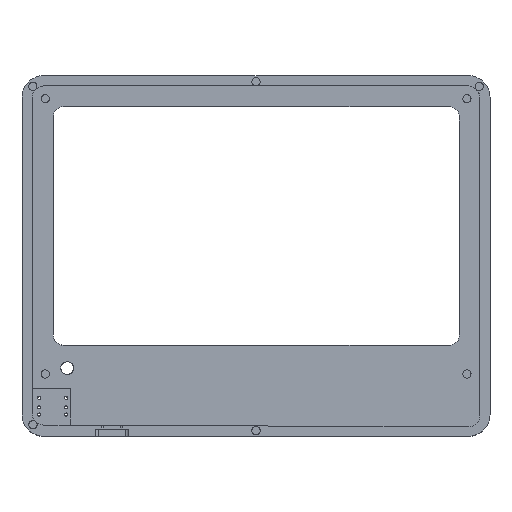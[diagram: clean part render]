
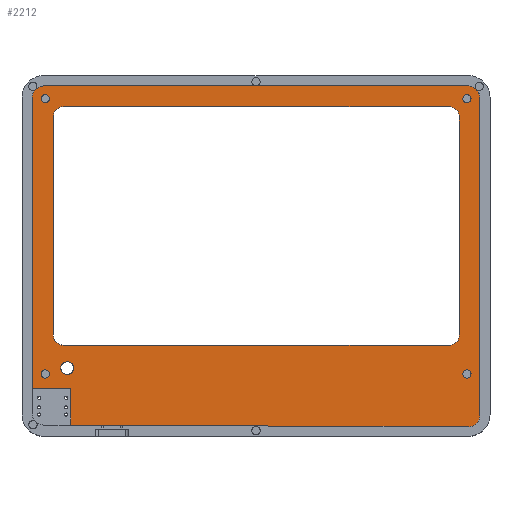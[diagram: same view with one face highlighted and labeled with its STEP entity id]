
A CAD part, top view. The second image highlights one B-rep face of the part: STEP entity #2212.
In plain terms, the highlighted planar face has unit normal (0, 0, 1).
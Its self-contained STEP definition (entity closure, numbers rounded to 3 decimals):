
#44=FACE_BOUND('',#341,.T.);
#45=FACE_BOUND('',#342,.T.);
#46=FACE_BOUND('',#343,.T.);
#47=FACE_BOUND('',#344,.T.);
#48=FACE_BOUND('',#345,.T.);
#49=FACE_BOUND('',#346,.T.);
#105=PLANE('',#2443);
#215=FACE_OUTER_BOUND('',#340,.T.);
#340=EDGE_LOOP('',(#1879,#1880,#1881,#1882,#1883,#1884,#1885,#1886,#1887));
#341=EDGE_LOOP('',(#1888));
#342=EDGE_LOOP('',(#1889));
#343=EDGE_LOOP('',(#1890));
#344=EDGE_LOOP('',(#1891));
#345=EDGE_LOOP('',(#1892,#1893,#1894,#1895,#1896,#1897,#1898,#1899));
#346=EDGE_LOOP('',(#1900));
#424=CIRCLE('',#2310,4.);
#426=CIRCLE('',#2314,4.);
#428=CIRCLE('',#2320,2.5);
#429=CIRCLE('',#2322,4.497);
#430=CIRCLE('',#2325,4.512);
#431=CIRCLE('',#2328,4.474);
#433=CIRCLE('',#2331,4.);
#435=CIRCLE('',#2335,4.);
#466=CIRCLE('',#2391,1.6);
#468=CIRCLE('',#2395,1.6);
#470=CIRCLE('',#2399,1.6);
#472=CIRCLE('',#2403,1.6);
#544=LINE('',#3320,#738);
#548=LINE('',#3332,#742);
#552=LINE('',#3339,#746);
#556=LINE('',#3406,#750);
#559=LINE('',#3414,#753);
#564=LINE('',#3440,#758);
#650=LINE('',#3815,#844);
#651=LINE('',#3816,#845);
#652=LINE('',#3818,#846);
#653=LINE('',#3819,#847);
#738=VECTOR('',#2645,10.);
#742=VECTOR('',#2657,10.);
#746=VECTOR('',#2663,10.);
#750=VECTOR('',#2681,10.);
#753=VECTOR('',#2690,10.);
#758=VECTOR('',#2707,10.);
#844=VECTOR('',#3015,10.);
#845=VECTOR('',#3016,10.);
#846=VECTOR('',#3017,10.);
#847=VECTOR('',#3018,10.);
#944=VERTEX_POINT('',#3311);
#945=VERTEX_POINT('',#3313);
#947=VERTEX_POINT('',#3319);
#949=VERTEX_POINT('',#3325);
#951=VERTEX_POINT('',#3331);
#953=VERTEX_POINT('',#3337);
#958=VERTEX_POINT('',#3353);
#961=VERTEX_POINT('',#3399);
#962=VERTEX_POINT('',#3401);
#963=VERTEX_POINT('',#3405);
#964=VERTEX_POINT('',#3409);
#965=VERTEX_POINT('',#3413);
#966=VERTEX_POINT('',#3417);
#969=VERTEX_POINT('',#3428);
#972=VERTEX_POINT('',#3439);
#1020=VERTEX_POINT('',#3678);
#1022=VERTEX_POINT('',#3685);
#1024=VERTEX_POINT('',#3692);
#1026=VERTEX_POINT('',#3699);
#1057=VERTEX_POINT('',#3813);
#1058=VERTEX_POINT('',#3814);
#1059=VERTEX_POINT('',#3817);
#1168=EDGE_CURVE('',#944,#945,#424,.T.);
#1171=EDGE_CURVE('',#945,#947,#544,.T.);
#1174=EDGE_CURVE('',#947,#949,#426,.T.);
#1177=EDGE_CURVE('',#949,#951,#548,.T.);
#1181=EDGE_CURVE('',#953,#944,#552,.T.);
#1186=EDGE_CURVE('',#958,#958,#428,.T.);
#1191=EDGE_CURVE('',#962,#961,#429,.T.);
#1193=EDGE_CURVE('',#963,#962,#556,.T.);
#1195=EDGE_CURVE('',#964,#963,#430,.T.);
#1197=EDGE_CURVE('',#965,#964,#559,.T.);
#1199=EDGE_CURVE('',#966,#965,#431,.T.);
#1203=EDGE_CURVE('',#951,#969,#433,.T.);
#1207=EDGE_CURVE('',#969,#972,#564,.T.);
#1210=EDGE_CURVE('',#972,#953,#435,.T.);
#1286=EDGE_CURVE('',#1020,#1020,#466,.T.);
#1289=EDGE_CURVE('',#1022,#1022,#468,.T.);
#1292=EDGE_CURVE('',#1024,#1024,#470,.T.);
#1295=EDGE_CURVE('',#1026,#1026,#472,.T.);
#1352=EDGE_CURVE('',#1057,#1058,#650,.T.);
#1353=EDGE_CURVE('',#1058,#966,#651,.T.);
#1354=EDGE_CURVE('',#961,#1059,#652,.T.);
#1355=EDGE_CURVE('',#1059,#1057,#653,.T.);
#1879=ORIENTED_EDGE('',*,*,#1352,.T.);
#1880=ORIENTED_EDGE('',*,*,#1353,.T.);
#1881=ORIENTED_EDGE('',*,*,#1199,.T.);
#1882=ORIENTED_EDGE('',*,*,#1197,.T.);
#1883=ORIENTED_EDGE('',*,*,#1195,.T.);
#1884=ORIENTED_EDGE('',*,*,#1193,.T.);
#1885=ORIENTED_EDGE('',*,*,#1191,.T.);
#1886=ORIENTED_EDGE('',*,*,#1354,.T.);
#1887=ORIENTED_EDGE('',*,*,#1355,.T.);
#1888=ORIENTED_EDGE('',*,*,#1295,.T.);
#1889=ORIENTED_EDGE('',*,*,#1292,.T.);
#1890=ORIENTED_EDGE('',*,*,#1289,.T.);
#1891=ORIENTED_EDGE('',*,*,#1286,.T.);
#1892=ORIENTED_EDGE('',*,*,#1168,.F.);
#1893=ORIENTED_EDGE('',*,*,#1181,.F.);
#1894=ORIENTED_EDGE('',*,*,#1210,.F.);
#1895=ORIENTED_EDGE('',*,*,#1207,.F.);
#1896=ORIENTED_EDGE('',*,*,#1203,.F.);
#1897=ORIENTED_EDGE('',*,*,#1177,.F.);
#1898=ORIENTED_EDGE('',*,*,#1174,.F.);
#1899=ORIENTED_EDGE('',*,*,#1171,.F.);
#1900=ORIENTED_EDGE('',*,*,#1186,.F.);
#2212=ADVANCED_FACE('',(#215,#44,#45,#46,#47,#48,#49),#105,.F.);
#2310=AXIS2_PLACEMENT_3D('',#3314,#2639,#2640);
#2314=AXIS2_PLACEMENT_3D('',#3326,#2651,#2652);
#2320=AXIS2_PLACEMENT_3D('',#3355,#2671,#2672);
#2322=AXIS2_PLACEMENT_3D('',#3402,#2676,#2677);
#2325=AXIS2_PLACEMENT_3D('',#3410,#2685,#2686);
#2328=AXIS2_PLACEMENT_3D('',#3418,#2694,#2695);
#2331=AXIS2_PLACEMENT_3D('',#3429,#2701,#2702);
#2335=AXIS2_PLACEMENT_3D('',#3444,#2713,#2714);
#2391=AXIS2_PLACEMENT_3D('',#3679,#2864,#2865);
#2395=AXIS2_PLACEMENT_3D('',#3686,#2873,#2874);
#2399=AXIS2_PLACEMENT_3D('',#3693,#2882,#2883);
#2403=AXIS2_PLACEMENT_3D('',#3700,#2891,#2892);
#2443=AXIS2_PLACEMENT_3D('',#3812,#3013,#3014);
#2639=DIRECTION('center_axis',(0.,0.,1.));
#2640=DIRECTION('ref_axis',(0.,1.,0.));
#2645=DIRECTION('',(-1.,0.,0.));
#2651=DIRECTION('center_axis',(0.,0.,1.));
#2652=DIRECTION('ref_axis',(-1.,0.,0.));
#2657=DIRECTION('',(0.,-1.,0.));
#2663=DIRECTION('',(0.,1.,0.));
#2671=DIRECTION('center_axis',(0.,0.,1.));
#2672=DIRECTION('ref_axis',(1.,0.,0.));
#2676=DIRECTION('center_axis',(0.,0.,1.));
#2677=DIRECTION('ref_axis',(-1.,0.005,0.));
#2681=DIRECTION('',(-1.,0.,0.));
#2685=DIRECTION('center_axis',(0.,0.,1.));
#2686=DIRECTION('ref_axis',(0.008,1.,0.));
#2690=DIRECTION('',(0.,1.,0.));
#2694=DIRECTION('center_axis',(0.,0.,1.));
#2695=DIRECTION('ref_axis',(1.,-0.001,0.));
#2701=DIRECTION('center_axis',(0.,0.,1.));
#2702=DIRECTION('ref_axis',(0.,-1.,0.));
#2707=DIRECTION('',(1.,0.,0.));
#2713=DIRECTION('center_axis',(0.,0.,1.));
#2714=DIRECTION('ref_axis',(1.,0.,0.));
#2864=DIRECTION('center_axis',(0.,0.,-1.));
#2865=DIRECTION('ref_axis',(1.,0.,0.));
#2873=DIRECTION('center_axis',(0.,0.,-1.));
#2874=DIRECTION('ref_axis',(1.,0.,0.));
#2882=DIRECTION('center_axis',(0.,0.,-1.));
#2883=DIRECTION('ref_axis',(1.,0.,0.));
#2891=DIRECTION('center_axis',(0.,0.,-1.));
#2892=DIRECTION('ref_axis',(1.,0.,0.));
#3013=DIRECTION('center_axis',(0.,0.,-1.));
#3014=DIRECTION('ref_axis',(1.,0.,0.));
#3015=DIRECTION('',(0.,-1.,0.));
#3016=DIRECTION('',(1.,-0.004,0.));
#3017=DIRECTION('',(0.,-1.,0.));
#3018=DIRECTION('',(1.,0.,0.));
#3311=CARTESIAN_POINT('',(40.513,131.5,0.));
#3313=CARTESIAN_POINT('',(36.513,135.5,0.));
#3314=CARTESIAN_POINT('Origin',(36.513,131.5,0.));
#3319=CARTESIAN_POINT('',(-113.487,135.5,0.));
#3320=CARTESIAN_POINT('',(36.513,135.5,0.));
#3325=CARTESIAN_POINT('',(-117.487,131.5,0.));
#3326=CARTESIAN_POINT('Origin',(-113.487,131.5,0.));
#3331=CARTESIAN_POINT('',(-117.487,46.75,0.));
#3332=CARTESIAN_POINT('',(-117.487,131.5,0.));
#3337=CARTESIAN_POINT('',(40.513,46.75,0.));
#3339=CARTESIAN_POINT('',(40.513,131.5,0.));
#3353=CARTESIAN_POINT('',(-114.535,33.85,0.));
#3355=CARTESIAN_POINT('Origin',(-112.035,33.85,0.));
#3399=CARTESIAN_POINT('',(-125.615,139.076,0.));
#3401=CARTESIAN_POINT('',(-121.141,143.55,0.));
#3402=CARTESIAN_POINT('Origin',(-121.118,139.053,0.));
#3405=CARTESIAN_POINT('',(43.911,143.55,0.));
#3406=CARTESIAN_POINT('',(-79.878,143.55,0.));
#3409=CARTESIAN_POINT('',(48.385,139.076,0.));
#3410=CARTESIAN_POINT('Origin',(43.873,139.038,0.));
#3413=CARTESIAN_POINT('',(48.385,15.445,0.));
#3414=CARTESIAN_POINT('',(48.385,108.254,0.));
#3417=CARTESIAN_POINT('',(43.911,10.977,0.));
#3418=CARTESIAN_POINT('Origin',(43.911,15.451,0.));
#3428=CARTESIAN_POINT('',(-113.487,42.75,0.));
#3429=CARTESIAN_POINT('Origin',(-113.487,46.75,0.));
#3439=CARTESIAN_POINT('',(36.513,42.75,0.));
#3440=CARTESIAN_POINT('',(36.513,42.75,0.));
#3444=CARTESIAN_POINT('Origin',(36.513,46.75,0.));
#3678=CARTESIAN_POINT('',(41.814,31.553,0.));
#3679=CARTESIAN_POINT('Origin',(43.414,31.553,0.));
#3685=CARTESIAN_POINT('',(-122.186,31.553,0.));
#3686=CARTESIAN_POINT('Origin',(-120.586,31.553,0.));
#3692=CARTESIAN_POINT('',(41.814,138.553,0.));
#3693=CARTESIAN_POINT('Origin',(43.414,138.553,0.));
#3699=CARTESIAN_POINT('',(-122.186,138.553,0.));
#3700=CARTESIAN_POINT('Origin',(-120.586,138.553,0.));
#3812=CARTESIAN_POINT('Origin',(-38.615,77.431,0.));
#3813=CARTESIAN_POINT('',(-110.704,26.021,0.));
#3814=CARTESIAN_POINT('',(-110.704,11.636,0.));
#3815=CARTESIAN_POINT('',(-110.704,44.726,0.));
#3816=CARTESIAN_POINT('',(2.507,11.154,0.));
#3817=CARTESIAN_POINT('',(-125.615,26.021,0.));
#3818=CARTESIAN_POINT('',(-125.615,46.802,0.));
#3819=CARTESIAN_POINT('',(-81.659,26.021,0.));
